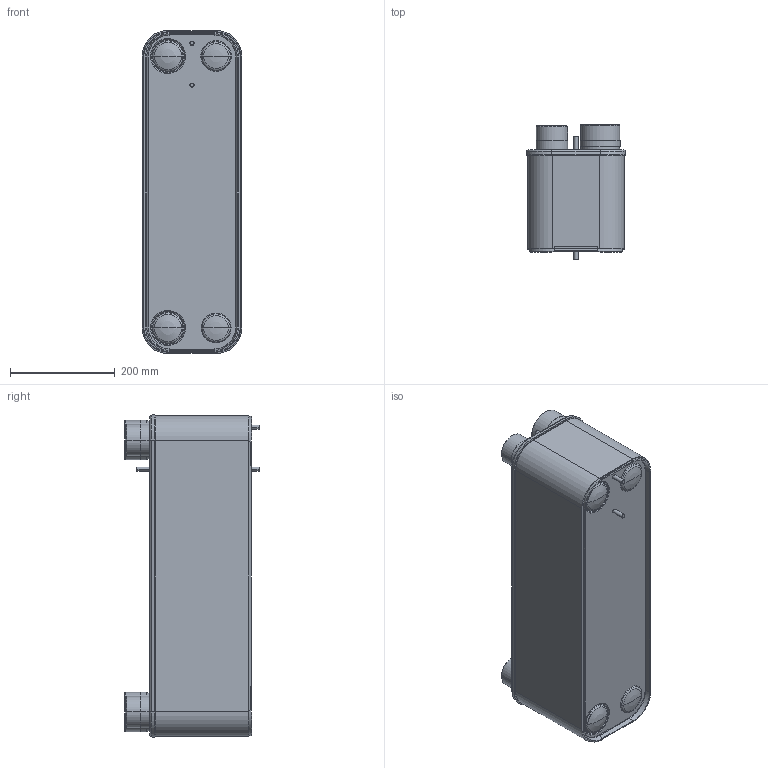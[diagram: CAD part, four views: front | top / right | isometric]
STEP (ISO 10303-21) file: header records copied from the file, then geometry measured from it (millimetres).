
FILE_DESCRIPTION((''),'2;1');
FILE_NAME('CB110_70H_3287101741_ASM','2013-04-10T',('SEROAEK'),(''),'PRO/ENGINEER BY PARAMETRIC TECHNOLOGY CORPORATION, 2010330','PRO/ENGINEER BY PARAMETRIC TECHNOLOGY CORPORATION, 2010330','');
FILE_SCHEMA(('CONFIG_CONTROL_DESIGN'));
Length unit declared in the file: millimetre
Products named in the file (8): CB110_70_CH_BLOCK; CB110_FP_S1S2_60_S3S4_51; CB110_PP; LABEL_STD; B23_ISO_228-1; SB_M8_25; O4_34565264; CB110_70H_3287101741_ASM
Assembly tree (12 placements, depth 2):
  CB110_70H_3287101741_ASM
    CB110_70_CH_BLOCK
    CB110_FP_S1S2_60_S3S4_51
    CB110_PP
    LABEL_STD
    B23_ISO_228-1  x2
    SB_M8_25  x4
    O4_34565264  x2
Bounding box: 190.04 x 256.9 x 616.25 mm (x, y, z)
Volume: 18532147 mm3; surface area: 1230254 mm2
Topology: 19 solids, 23 shells, 665 faces, 1557 edges, 960 vertices
Faces by surface type: plane 275, cylinder 142, torus 110, cone 106, bspline 16, sphere 16
Entity records: 17499 total; most frequent: CARTESIAN_POINT 3575, DIRECTION 3011, ORIENTED_EDGE 2738, EDGE_CURVE 1373, AXIS2_PLACEMENT_3D 1130, VERTEX_POINT 858, VECTOR 751, LINE 751
